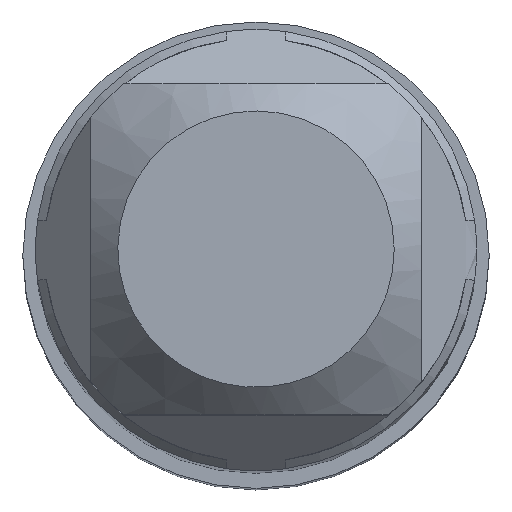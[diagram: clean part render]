
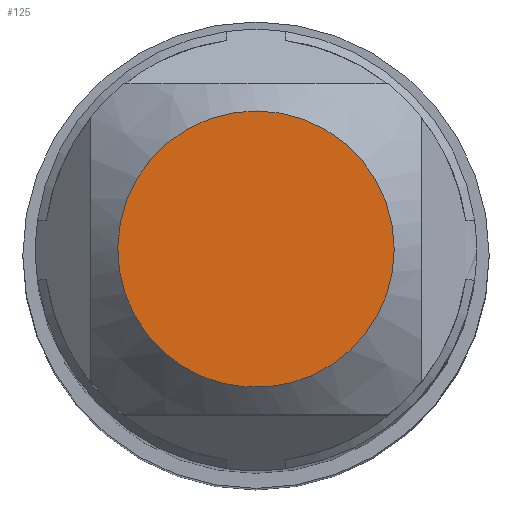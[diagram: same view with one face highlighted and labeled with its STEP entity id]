
A CAD part, top view. The second image highlights one B-rep face of the part: STEP entity #125.
In plain terms, the highlighted planar face has unit normal (0, 0, 1).
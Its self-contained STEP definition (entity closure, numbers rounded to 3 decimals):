
#66=PLANE('',#538);
#78=FACE_OUTER_BOUND('',#190,.T.);
#125=ADVANCED_FACE('',(#78),#66,.F.);
#190=EDGE_LOOP('',(#237));
#237=ORIENTED_EDGE('',*,*,#393,.T.);
#350=VERTEX_POINT('',#793);
#393=EDGE_CURVE('',#350,#350,#448,.T.);
#448=CIRCLE('',#537,1.88);
#537=AXIS2_PLACEMENT_3D('',#792,#630,#631);
#538=AXIS2_PLACEMENT_3D('',#794,#632,#633);
#630=DIRECTION('',(0.,0.,1.));
#631=DIRECTION('',(1.,0.,0.));
#632=DIRECTION('',(0.,0.,-1.));
#633=DIRECTION('',(-1.,0.,0.));
#792=CARTESIAN_POINT('',(0.,0.,0.));
#793=CARTESIAN_POINT('',(1.88,0.,0.));
#794=CARTESIAN_POINT('',(3.2,0.,0.));
